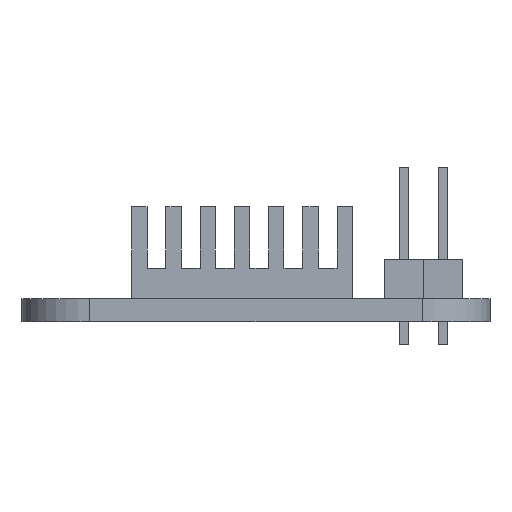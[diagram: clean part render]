
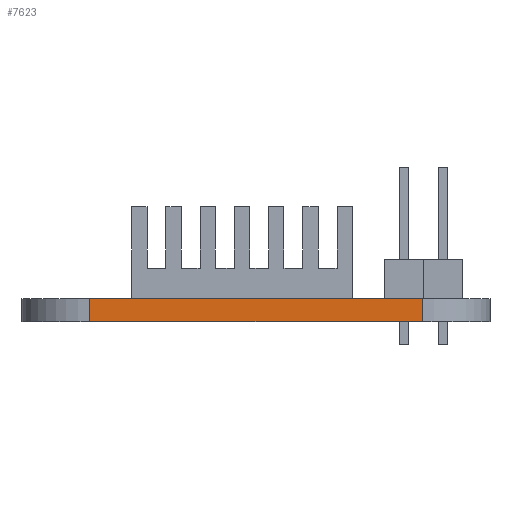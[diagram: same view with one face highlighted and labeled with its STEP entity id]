
A CAD part, left-side view. The second image highlights one B-rep face of the part: STEP entity #7623.
In plain terms, the highlighted planar face has unit normal (-1, 0, 0).
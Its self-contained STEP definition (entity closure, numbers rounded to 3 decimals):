
#109 = CARTESIAN_POINT ( 'NONE',  ( -33.02, -10.84, 1.5 ) ) ;
#115 = VERTEX_POINT ( 'NONE', #473 ) ;
#155 = DIRECTION ( 'NONE',  ( 1., 0., 0. ) ) ;
#430 = LINE ( 'NONE', #5269, #2525 ) ;
#473 = CARTESIAN_POINT ( 'NONE',  ( -33.02, -10.84, 1.5 ) ) ;
#719 = CARTESIAN_POINT ( 'NONE',  ( -33.02, -10.84, 1.5 ) ) ;
#994 = LINE ( 'NONE', #6771, #6566 ) ;
#2027 = EDGE_LOOP ( 'NONE', ( #7277, #6663, #6352, #4181 ) ) ;
#2041 = VECTOR ( 'NONE', #5248, 1000. ) ;
#2214 = LINE ( 'NONE', #109, #4252 ) ;
#2351 = CARTESIAN_POINT ( 'NONE',  ( -33.02, 10.84, 1.5 ) ) ;
#2415 = CARTESIAN_POINT ( 'NONE',  ( -33.02, -10.84, 0. ) ) ;
#2425 = CARTESIAN_POINT ( 'NONE',  ( -33.02, 10.84, 0. ) ) ;
#2525 = VECTOR ( 'NONE', #3830, 1000. ) ;
#2658 = EDGE_CURVE ( 'NONE', #9001, #3159, #430, .T. ) ;
#2959 = DIRECTION ( 'NONE',  ( 0., -1., 0. ) ) ;
#3050 = DIRECTION ( 'NONE',  ( 0., 0., -1. ) ) ;
#3053 = DIRECTION ( 'NONE',  ( 0., 1., 0. ) ) ;
#3159 = VERTEX_POINT ( 'NONE', #2425 ) ;
#3830 = DIRECTION ( 'NONE',  ( 0., 0., -1. ) ) ;
#4181 = ORIENTED_EDGE ( 'NONE', *, *, #2658, .T. ) ;
#4252 = VECTOR ( 'NONE', #2959, 1000. ) ;
#4253 = EDGE_CURVE ( 'NONE', #9001, #115, #2214, .T. ) ;
#4861 = EDGE_CURVE ( 'NONE', #3159, #7658, #8795, .T. ) ;
#5003 = CARTESIAN_POINT ( 'NONE',  ( -33.02, -10.84, 0. ) ) ;
#5241 = AXIS2_PLACEMENT_3D ( 'NONE', #719, #155, #3053 ) ;
#5248 = DIRECTION ( 'NONE',  ( 0., -1., 0. ) ) ;
#5269 = CARTESIAN_POINT ( 'NONE',  ( -33.02, 10.84, 1.5 ) ) ;
#6352 = ORIENTED_EDGE ( 'NONE', *, *, #4253, .F. ) ;
#6535 = FACE_OUTER_BOUND ( 'NONE', #2027, .T. ) ;
#6566 = VECTOR ( 'NONE', #3050, 1000. ) ;
#6591 = EDGE_CURVE ( 'NONE', #115, #7658, #994, .T. ) ;
#6663 = ORIENTED_EDGE ( 'NONE', *, *, #6591, .F. ) ;
#6771 = CARTESIAN_POINT ( 'NONE',  ( -33.02, -10.84, 1.5 ) ) ;
#7277 = ORIENTED_EDGE ( 'NONE', *, *, #4861, .T. ) ;
#7623 = ADVANCED_FACE ( 'NONE', ( #6535 ), #8639, .F. ) ;
#7658 = VERTEX_POINT ( 'NONE', #5003 ) ;
#8639 = PLANE ( 'NONE',  #5241 ) ;
#8795 = LINE ( 'NONE', #2415, #2041 ) ;
#9001 = VERTEX_POINT ( 'NONE', #2351 ) ;
